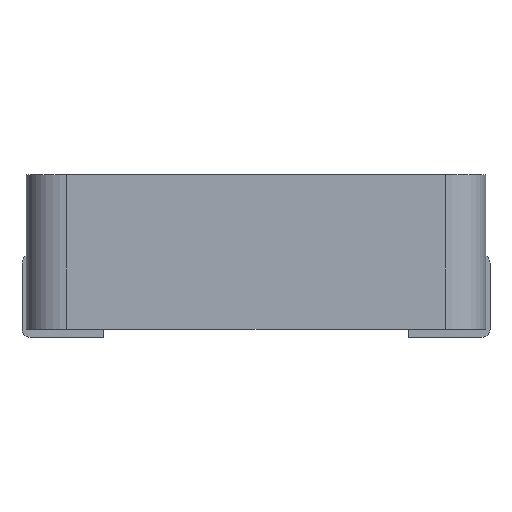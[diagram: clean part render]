
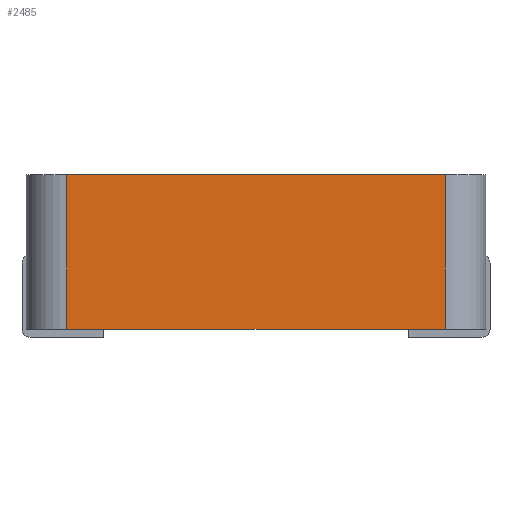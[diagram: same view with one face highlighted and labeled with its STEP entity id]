
A CAD part, front view. The second image highlights one B-rep face of the part: STEP entity #2485.
In plain terms, the highlighted planar face has unit normal (0, -1, 0).
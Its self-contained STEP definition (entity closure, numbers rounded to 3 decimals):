
#124=ORIENTED_EDGE('',*,*,#660,.T.);
#125=ORIENTED_EDGE('',*,*,#661,.T.);
#126=ORIENTED_EDGE('',*,*,#662,.F.);
#127=ORIENTED_EDGE('',*,*,#656,.F.);
#656=EDGE_CURVE('',#924,#925,#1101,.T.);
#660=EDGE_CURVE('',#924,#928,#1104,.T.);
#661=EDGE_CURVE('',#928,#929,#1105,.T.);
#662=EDGE_CURVE('',#925,#929,#1106,.T.);
#924=VERTEX_POINT('',#3149);
#925=VERTEX_POINT('',#3151);
#928=VERTEX_POINT('',#3159);
#929=VERTEX_POINT('',#3161);
#1101=LINE('',#3150,#1291);
#1104=LINE('',#3158,#1294);
#1105=LINE('',#3160,#1295);
#1106=LINE('',#3162,#1296);
#1291=VECTOR('',#2722,1000.);
#1294=VECTOR('',#2729,1000.);
#1295=VECTOR('',#2730,1000.);
#1296=VECTOR('',#2731,1000.);
#1473=EDGE_LOOP('',(#124,#125,#126,#127));
#1583=FACE_BOUND('',#1473,.T.);
#1693=PLANE('',#2594);
#2485=ADVANCED_FACE('',(#1583),#1693,.F.);
#2594=AXIS2_PLACEMENT_3D('',#3157,#2727,#2728);
#2722=DIRECTION('',(-1.,0.,0.));
#2727=DIRECTION('',(0.,1.,0.));
#2728=DIRECTION('',(-1.,0.,0.));
#2729=DIRECTION('',(0.,0.,1.));
#2730=DIRECTION('',(-1.,0.,0.));
#2731=DIRECTION('',(0.,0.,1.));
#3149=CARTESIAN_POINT('',(4.65,-5.,-4.));
#3150=CARTESIAN_POINT('',(-4.65,-5.,-4.));
#3151=CARTESIAN_POINT('',(-4.65,-5.,-4.));
#3157=CARTESIAN_POINT('',(-4.65,-5.,-4.));
#3158=CARTESIAN_POINT('',(4.65,-5.,-4.));
#3159=CARTESIAN_POINT('',(4.65,-5.,-0.2));
#3160=CARTESIAN_POINT('',(5.65,-5.,-0.2));
#3161=CARTESIAN_POINT('',(-4.65,-5.,-0.2));
#3162=CARTESIAN_POINT('',(-4.65,-5.,-4.));
